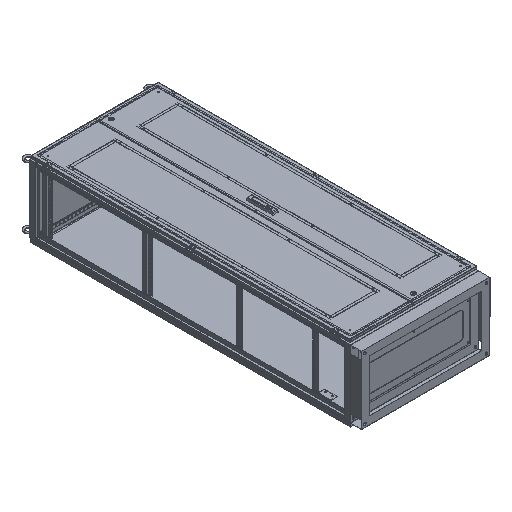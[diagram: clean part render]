
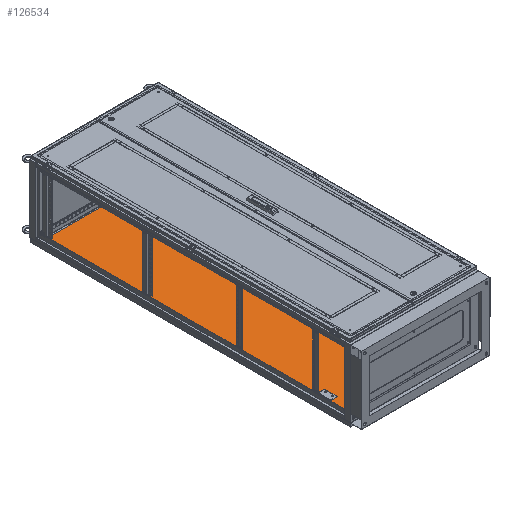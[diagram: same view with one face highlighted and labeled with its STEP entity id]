
A CAD part, isometric view. The second image highlights one B-rep face of the part: STEP entity #126534.
In plain terms, the highlighted face is planar.
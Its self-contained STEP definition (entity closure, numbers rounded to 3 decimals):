
#651 = DIRECTION ( 'NONE',  ( 0., -1., 0. ) ) ;
#2012 = VECTOR ( 'NONE', #142918, 1000. ) ;
#6183 = EDGE_CURVE ( 'NONE', #24293, #11270, #42815, .T. ) ;
#7782 = VERTEX_POINT ( 'NONE', #77456 ) ;
#7953 = EDGE_LOOP ( 'NONE', ( #138662, #55835, #102511, #72963 ) ) ;
#8609 = CARTESIAN_POINT ( 'NONE',  ( 366., 966., -1.5 ) ) ;
#9445 = ORIENTED_EDGE ( 'NONE', *, *, #146737, .T. ) ;
#11270 = VERTEX_POINT ( 'NONE', #110276 ) ;
#11915 = VECTOR ( 'NONE', #102817, 1000. ) ;
#12933 = LINE ( 'NONE', #131219, #2012 ) ;
#13482 = CARTESIAN_POINT ( 'NONE',  ( 0.5, -958., -1.5 ) ) ;
#13792 = CARTESIAN_POINT ( 'NONE',  ( -366., 966., -1.5 ) ) ;
#21368 = CARTESIAN_POINT ( 'NONE',  ( -0.5, -898., -1.5 ) ) ;
#24279 = EDGE_CURVE ( 'NONE', #38145, #76233, #83389, .T. ) ;
#24293 = VERTEX_POINT ( 'NONE', #103287 ) ;
#27435 = VECTOR ( 'NONE', #651, 1000. ) ;
#32370 = VERTEX_POINT ( 'NONE', #86981 ) ;
#32580 = EDGE_CURVE ( 'NONE', #11270, #32370, #120326, .T. ) ;
#32647 = DIRECTION ( 'NONE',  ( 0., 1., 0. ) ) ;
#35608 = VERTEX_POINT ( 'NONE', #8609 ) ;
#36606 = CARTESIAN_POINT ( 'NONE',  ( 0.5, -898., -1.5 ) ) ;
#38145 = VERTEX_POINT ( 'NONE', #141819 ) ;
#38580 = VECTOR ( 'NONE', #32647, 1000. ) ;
#41197 = FACE_OUTER_BOUND ( 'NONE', #67711, .T. ) ;
#41614 = VECTOR ( 'NONE', #127098, 1000. ) ;
#42422 = LINE ( 'NONE', #36606, #133211 ) ;
#42441 = VECTOR ( 'NONE', #128282, 1000. ) ;
#42815 = LINE ( 'NONE', #80888, #11915 ) ;
#44930 = VERTEX_POINT ( 'NONE', #13792 ) ;
#48382 = DIRECTION ( 'NONE',  ( 0., 1., 0. ) ) ;
#48452 = EDGE_CURVE ( 'NONE', #7782, #59875, #42422, .T. ) ;
#52282 = EDGE_CURVE ( 'NONE', #7782, #38145, #104273, .T. ) ;
#55835 = ORIENTED_EDGE ( 'NONE', *, *, #48452, .T. ) ;
#57880 = EDGE_CURVE ( 'NONE', #32370, #44930, #91670, .T. ) ;
#58464 = ORIENTED_EDGE ( 'NONE', *, *, #6183, .T. ) ;
#59875 = VERTEX_POINT ( 'NONE', #21368 ) ;
#67711 = EDGE_LOOP ( 'NONE', ( #105515, #116166, #91311, #9445, #58464 ) ) ;
#68756 = CARTESIAN_POINT ( 'NONE',  ( 0.5, -958., -1.5 ) ) ;
#72963 = ORIENTED_EDGE ( 'NONE', *, *, #24279, .F. ) ;
#76233 = VERTEX_POINT ( 'NONE', #147578 ) ;
#77456 = CARTESIAN_POINT ( 'NONE',  ( 0.5, -898., -1.5 ) ) ;
#79935 = EDGE_CURVE ( 'NONE', #44930, #35608, #12933, .T. ) ;
#80888 = CARTESIAN_POINT ( 'NONE',  ( 0., -966., -1.5 ) ) ;
#83389 = LINE ( 'NONE', #68756, #41614 ) ;
#83767 = DIRECTION ( 'NONE',  ( -1., 0., 0. ) ) ;
#86981 = CARTESIAN_POINT ( 'NONE',  ( -366., 0., -1.5 ) ) ;
#88737 = CARTESIAN_POINT ( 'NONE',  ( 0., 0., -1.5 ) ) ;
#89236 = DIRECTION ( 'NONE',  ( 0., 0., 1. ) ) ;
#91311 = ORIENTED_EDGE ( 'NONE', *, *, #79935, .T. ) ;
#91670 = LINE ( 'NONE', #130136, #93415 ) ;
#93415 = VECTOR ( 'NONE', #48382, 1000. ) ;
#102511 = ORIENTED_EDGE ( 'NONE', *, *, #117535, .T. ) ;
#102817 = DIRECTION ( 'NONE',  ( -1., 0., 0. ) ) ;
#103287 = CARTESIAN_POINT ( 'NONE',  ( 366., -966., -1.5 ) ) ;
#104273 = LINE ( 'NONE', #13482, #42441 ) ;
#105515 = ORIENTED_EDGE ( 'NONE', *, *, #32580, .T. ) ;
#110276 = CARTESIAN_POINT ( 'NONE',  ( -366., -966., -1.5 ) ) ;
#110312 = DIRECTION ( 'NONE',  ( 0., -1., 0. ) ) ;
#111027 = LINE ( 'NONE', #127139, #27435 ) ;
#116166 = ORIENTED_EDGE ( 'NONE', *, *, #57880, .T. ) ;
#117143 = AXIS2_PLACEMENT_3D ( 'NONE', #88737, #89236, #123808 ) ;
#117535 = EDGE_CURVE ( 'NONE', #59875, #76233, #111027, .T. ) ;
#120326 = LINE ( 'NONE', #149438, #38580 ) ;
#123323 = PLANE ( 'NONE',  #117143 ) ;
#123808 = DIRECTION ( 'NONE',  ( 1., 0., 0. ) ) ;
#126319 = LINE ( 'NONE', #146862, #137454 ) ;
#126534 = ADVANCED_FACE ( 'NONE', ( #41197, #150213 ), #123323, .F. ) ;
#127098 = DIRECTION ( 'NONE',  ( -1., 0., 0. ) ) ;
#127139 = CARTESIAN_POINT ( 'NONE',  ( -0.5, -958., -1.5 ) ) ;
#128282 = DIRECTION ( 'NONE',  ( 0., -1., 0. ) ) ;
#130136 = CARTESIAN_POINT ( 'NONE',  ( -366., 483., -1.5 ) ) ;
#131219 = CARTESIAN_POINT ( 'NONE',  ( 0., 966., -1.5 ) ) ;
#133211 = VECTOR ( 'NONE', #83767, 1000. ) ;
#137454 = VECTOR ( 'NONE', #110312, 1000. ) ;
#138662 = ORIENTED_EDGE ( 'NONE', *, *, #52282, .F. ) ;
#141819 = CARTESIAN_POINT ( 'NONE',  ( 0.5, -958., -1.5 ) ) ;
#142918 = DIRECTION ( 'NONE',  ( 1., 0., 0. ) ) ;
#146737 = EDGE_CURVE ( 'NONE', #35608, #24293, #126319, .T. ) ;
#146862 = CARTESIAN_POINT ( 'NONE',  ( 366., 0., -1.5 ) ) ;
#147578 = CARTESIAN_POINT ( 'NONE',  ( -0.5, -958., -1.5 ) ) ;
#149438 = CARTESIAN_POINT ( 'NONE',  ( -366., -483., -1.5 ) ) ;
#150213 = FACE_BOUND ( 'NONE', #7953, .T. ) ;
